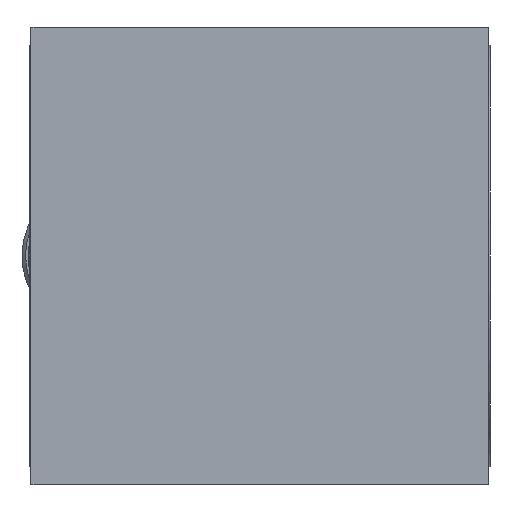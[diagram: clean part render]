
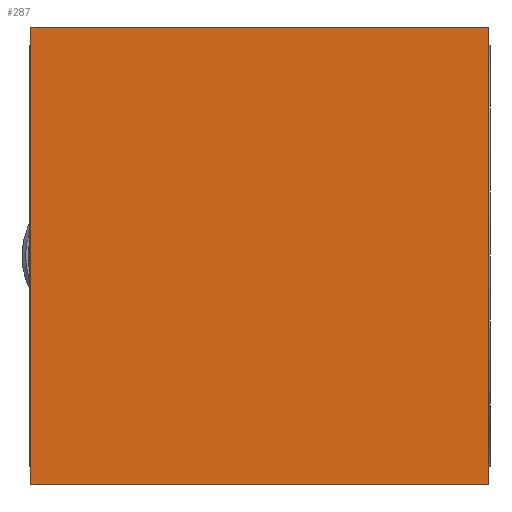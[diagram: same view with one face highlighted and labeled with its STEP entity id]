
A CAD part, left-side view. The second image highlights one B-rep face of the part: STEP entity #287.
In plain terms, the highlighted planar face has unit normal (-1, 0, 0).
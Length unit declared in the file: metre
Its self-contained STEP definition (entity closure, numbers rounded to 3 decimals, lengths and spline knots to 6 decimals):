
#287=ADVANCED_FACE('0:92',(#659),#660,.F.);
#659=FACE_OUTER_BOUND('',#1125,.T.);
#660=PLANE('',#1126);
#1125=EDGE_LOOP('',(#1747,#1748,#1749,#1750));
#1126=AXIS2_PLACEMENT_3D('',#1751,#1752,#1753);
#1747=ORIENTED_EDGE('',*,*,#2756,.F.);
#1748=ORIENTED_EDGE('',*,*,#2745,.T.);
#1749=ORIENTED_EDGE('',*,*,#2759,.F.);
#1750=ORIENTED_EDGE('',*,*,#2748,.F.);
#1751=CARTESIAN_POINT('',(-0.08575,-0.019,0.038));
#1752=DIRECTION('',(1.0,0.0,0.));
#1753=DIRECTION('',(0.0,1.0,0.0));
#2745=EDGE_CURVE('0:170',#3228,#3232,#3234,.T.);
#2748=EDGE_CURVE('0:176',#3237,#3239,#3240,.T.);
#2756=EDGE_CURVE('0:188',#3228,#3237,#3249,.T.);
#2759=EDGE_CURVE('0:194',#3239,#3232,#3252,.T.);
#3228=VERTEX_POINT('',#3865);
#3232=VERTEX_POINT('',#3871);
#3234=LINE('',#3874,#3875);
#3237=VERTEX_POINT('',#3878);
#3239=VERTEX_POINT('',#3881);
#3240=LINE('',#3882,#3883);
#3249=LINE('',#3895,#3896);
#3252=LINE('',#3900,#3901);
#3865=CARTESIAN_POINT('',(-0.08575,0.019,0.0));
#3871=CARTESIAN_POINT('',(-0.08575,-0.019,0.0));
#3874=CARTESIAN_POINT('',(-0.08575,-0.019,0.0));
#3875=VECTOR('',#4633,1.0);
#3878=CARTESIAN_POINT('',(-0.08575,0.019,0.038));
#3881=CARTESIAN_POINT('',(-0.08575,-0.019,0.038));
#3882=CARTESIAN_POINT('',(-0.08575,-0.019,0.038));
#3883=VECTOR('',#4635,1.0);
#3895=CARTESIAN_POINT('',(-0.08575,0.019,0.038));
#3896=VECTOR('',#4639,1.0);
#3900=CARTESIAN_POINT('',(-0.08575,-0.019,0.038));
#3901=VECTOR('',#4641,1.0);
#4633=DIRECTION('',(0.0,-1.0,0.));
#4635=DIRECTION('',(0.0,-1.0,0.));
#4639=DIRECTION('',(0.,0.,1.0));
#4641=DIRECTION('',(0.,0.,-1.0));
